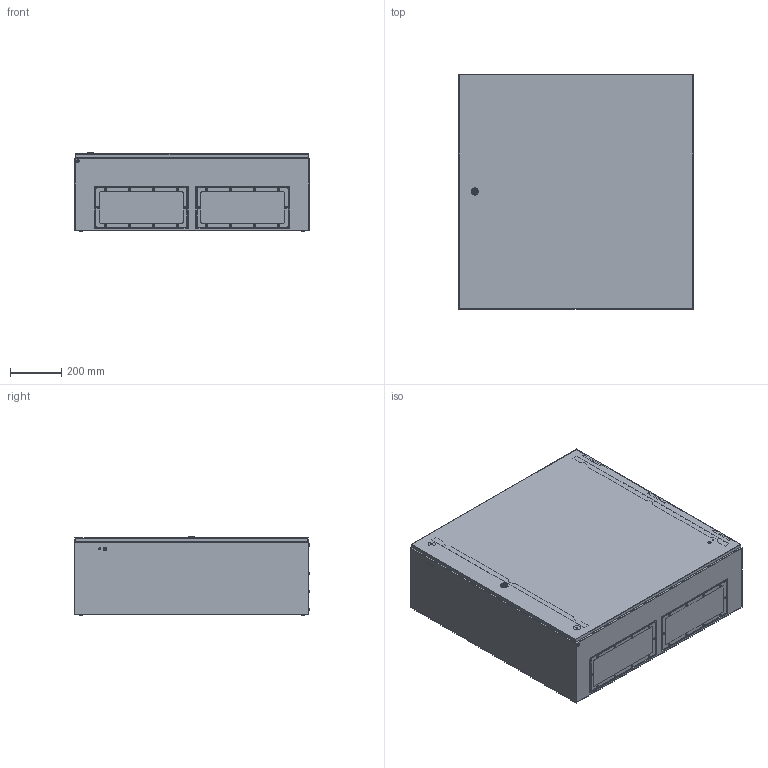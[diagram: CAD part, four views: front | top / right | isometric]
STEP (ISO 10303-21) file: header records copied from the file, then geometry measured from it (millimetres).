
FILE_DESCRIPTION (( 'STEP AP214' ), '1' );
FILE_NAME ('3331-9191-30-07.step', '2023-12-20T13:18:17', ( '' ), ( '' ), 'SwSTEP 2.0', 'SolidWorks 2019', '' );
FILE_SCHEMA (( 'AUTOMOTIVE_DESIGN' ));
Length unit declared in the file: millimetre
Products named in the file (5): Kabeleinfuehrungsplatte_wg_3080-7035-12-27; Tuer_wg_3331-9191-00-97; Korpus_wg_9191-30; Montageplattenbeipack_wg_9191; 3331-9191-30-07
Assembly tree (5 placements, depth 2):
  3331-9191-30-07
    Korpus_wg_9191-30
    Tuer_wg_3331-9191-00-97
    Kabeleinfuehrungsplatte_wg_3080-7035-12-27  x2
    Montageplattenbeipack_wg_9191
Bounding box: 915 x 918.1 x 307.5 mm (x, y, z)
Volume: 5135822.9 mm3; surface area: 6063037 mm2
Topology: 48 solids, 48 shells, 2372 faces, 5925 edges, 3791 vertices
Faces by surface type: plane 1317, cylinder 737, cone 234, torus 46, sphere 22, bspline 16
Entity records: 77883 total; most frequent: CARTESIAN_POINT 19666, DIRECTION 10127, ORIENTED_EDGE 9858, EDGE_CURVE 4929, AXIS2_PLACEMENT_3D 3692, VERTEX_POINT 3171, LINE 2743, VECTOR 2743
